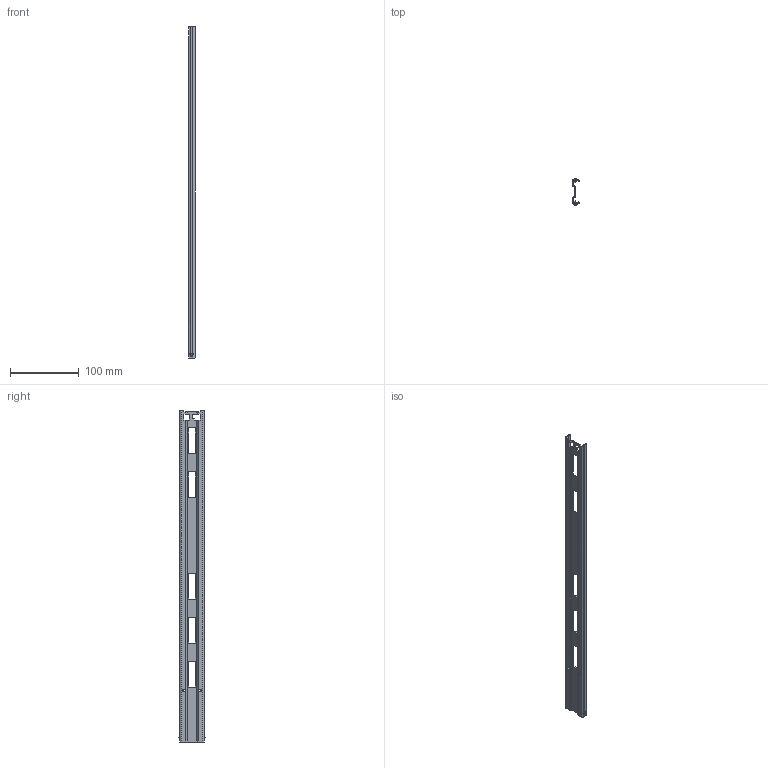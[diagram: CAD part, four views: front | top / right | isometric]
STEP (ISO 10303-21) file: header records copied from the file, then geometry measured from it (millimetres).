
FILE_DESCRIPTION (( 'STEP AP214' ), '1' );
FILE_NAME ('45#³£¹æ20´çclose.STEP', '2024-10-10T06:10:57', ( '' ), ( '' ), 'SwSTEP 2.0', 'SolidWorks 2016', '' );
FILE_SCHEMA (( 'AUTOMOTIVE_DESIGN' ));
Length unit declared in the file: millimetre
Products named in the file (2): 45#都寞笢寢20渡; 45#都寞20渡close
Assembly tree (1 placements, depth 2):
  45#都寞20渡close
    45#都寞笢寢20渡
Bounding box: 9.82 x 38.79 x 483 mm (x, y, z)
Volume: 29056.3 mm3; surface area: 50561.5 mm2
Topology: 1 solids, 1 shells, 176 faces, 524 edges, 342 vertices
Faces by surface type: plane 88, cylinder 69, bspline 15, sphere 4
Entity records: 6608 total; most frequent: CARTESIAN_POINT 1907, ORIENTED_EDGE 1048, DIRECTION 915, EDGE_CURVE 524, VERTEX_POINT 342, AXIS2_PLACEMENT_3D 306, VECTOR 303, LINE 303
